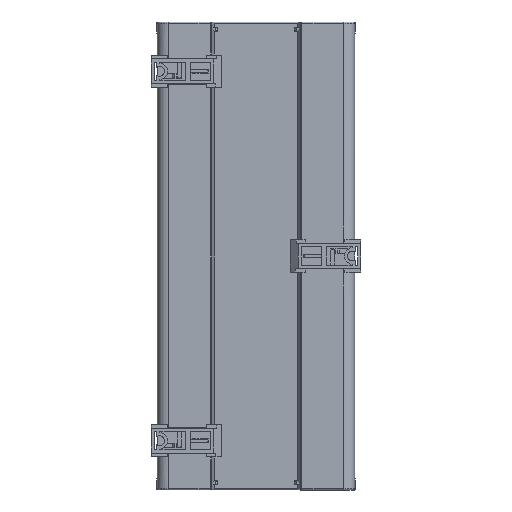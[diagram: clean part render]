
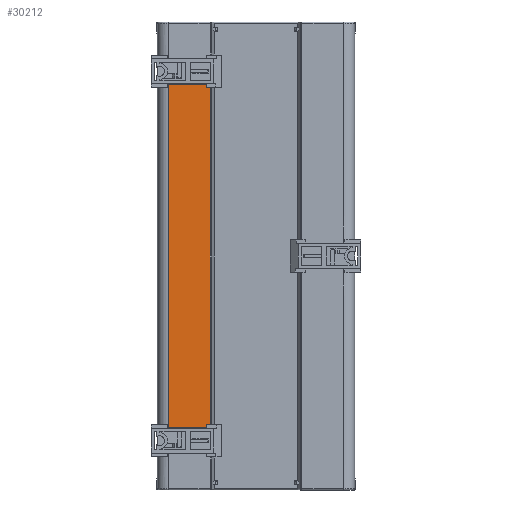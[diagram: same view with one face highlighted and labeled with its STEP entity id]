
A CAD part, front view. The second image highlights one B-rep face of the part: STEP entity #30212.
In plain terms, the highlighted face is planar.
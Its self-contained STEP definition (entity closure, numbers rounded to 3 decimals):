
#345 = LINE ( 'NONE', #29749, #7794 ) ;
#1473 = CARTESIAN_POINT ( 'NONE',  ( -54., -77.75, 0. ) ) ;
#3496 = LINE ( 'NONE', #7833, #44338 ) ;
#4987 = ORIENTED_EDGE ( 'NONE', *, *, #27752, .F. ) ;
#5905 = VECTOR ( 'NONE', #29164, 1000. ) ;
#6380 = CARTESIAN_POINT ( 'NONE',  ( -22.34, -76.25, 0. ) ) ;
#6643 = VERTEX_POINT ( 'NONE', #42114 ) ;
#7660 = ORIENTED_EDGE ( 'NONE', *, *, #17760, .T. ) ;
#7794 = VECTOR ( 'NONE', #9994, 1000. ) ;
#7833 = CARTESIAN_POINT ( 'NONE',  ( -54., 77.75, 0. ) ) ;
#8049 = VERTEX_POINT ( 'NONE', #9548 ) ;
#8637 = DIRECTION ( 'NONE',  ( 0., -1., 0. ) ) ;
#8712 = ORIENTED_EDGE ( 'NONE', *, *, #21434, .F. ) ;
#9465 = EDGE_CURVE ( 'NONE', #40975, #14275, #3496, .T. ) ;
#9548 = CARTESIAN_POINT ( 'NONE',  ( -22.34, -76.25, 0. ) ) ;
#9859 = AXIS2_PLACEMENT_3D ( 'NONE', #49397, #9902, #29839 ) ;
#9902 = DIRECTION ( 'NONE',  ( 0., 0., 1. ) ) ;
#9994 = DIRECTION ( 'NONE',  ( 0., 1., 0. ) ) ;
#11755 = VERTEX_POINT ( 'NONE', #15067 ) ;
#11898 = EDGE_CURVE ( 'NONE', #45843, #14275, #43620, .T. ) ;
#12081 = CARTESIAN_POINT ( 'NONE',  ( -22.34, 77.75, 0. ) ) ;
#13231 = EDGE_LOOP ( 'NONE', ( #4987, #7660, #39318, #37304, #8712, #21289, #34217, #38082 ) ) ;
#13296 = DIRECTION ( 'NONE',  ( 0., 1., 0. ) ) ;
#13631 = VERTEX_POINT ( 'NONE', #15193 ) ;
#14275 = VERTEX_POINT ( 'NONE', #28736 ) ;
#15067 = CARTESIAN_POINT ( 'NONE',  ( -20.724, -76.25, 0. ) ) ;
#15193 = CARTESIAN_POINT ( 'NONE',  ( -22.34, -77.75, 0. ) ) ;
#17123 = CARTESIAN_POINT ( 'NONE',  ( -20.724, 0., 0. ) ) ;
#17320 = CARTESIAN_POINT ( 'NONE',  ( -39.607, 77.75, 0. ) ) ;
#17760 = EDGE_CURVE ( 'NONE', #35178, #11755, #30539, .T. ) ;
#18841 = LINE ( 'NONE', #41284, #19472 ) ;
#19438 = DIRECTION ( 'NONE',  ( 1., 0., 0. ) ) ;
#19472 = VECTOR ( 'NONE', #13296, 1000. ) ;
#21289 = ORIENTED_EDGE ( 'NONE', *, *, #23417, .T. ) ;
#21434 = EDGE_CURVE ( 'NONE', #6643, #13631, #25733, .T. ) ;
#23417 = EDGE_CURVE ( 'NONE', #6643, #40975, #18841, .T. ) ;
#24113 = EDGE_CURVE ( 'NONE', #13631, #8049, #345, .T. ) ;
#25102 = CARTESIAN_POINT ( 'NONE',  ( -22.34, 76.25, 0. ) ) ;
#25733 = LINE ( 'NONE', #1473, #5905 ) ;
#25924 = EDGE_CURVE ( 'NONE', #8049, #11755, #45989, .T. ) ;
#26566 = LINE ( 'NONE', #33365, #46385 ) ;
#27752 = EDGE_CURVE ( 'NONE', #35178, #45843, #26566, .T. ) ;
#28736 = CARTESIAN_POINT ( 'NONE',  ( -22.34, 77.75, 0. ) ) ;
#29164 = DIRECTION ( 'NONE',  ( 1., 0., 0. ) ) ;
#29749 = CARTESIAN_POINT ( 'NONE',  ( -22.34, -77.75, 0. ) ) ;
#29839 = DIRECTION ( 'NONE',  ( 1., 0., 0. ) ) ;
#30212 = ADVANCED_FACE ( 'NONE', ( #30502 ), #33601, .F. ) ;
#30502 = FACE_OUTER_BOUND ( 'NONE', #13231, .T. ) ;
#30539 = LINE ( 'NONE', #17123, #45335 ) ;
#33365 = CARTESIAN_POINT ( 'NONE',  ( -22.34, 76.25, 0. ) ) ;
#33601 = PLANE ( 'NONE',  #9859 ) ;
#34217 = ORIENTED_EDGE ( 'NONE', *, *, #9465, .T. ) ;
#34790 = VECTOR ( 'NONE', #46191, 1000. ) ;
#35178 = VERTEX_POINT ( 'NONE', #40281 ) ;
#37304 = ORIENTED_EDGE ( 'NONE', *, *, #24113, .F. ) ;
#38082 = ORIENTED_EDGE ( 'NONE', *, *, #11898, .F. ) ;
#39318 = ORIENTED_EDGE ( 'NONE', *, *, #25924, .F. ) ;
#39729 = DIRECTION ( 'NONE',  ( 0., 1., 0. ) ) ;
#40281 = CARTESIAN_POINT ( 'NONE',  ( -20.724, 76.25, 0. ) ) ;
#40975 = VERTEX_POINT ( 'NONE', #17320 ) ;
#41284 = CARTESIAN_POINT ( 'NONE',  ( -39.607, 0., 0. ) ) ;
#42114 = CARTESIAN_POINT ( 'NONE',  ( -39.607, -77.75, 0. ) ) ;
#43620 = LINE ( 'NONE', #12081, #49251 ) ;
#44338 = VECTOR ( 'NONE', #19438, 1000. ) ;
#44788 = DIRECTION ( 'NONE',  ( -1., 0., 0. ) ) ;
#45335 = VECTOR ( 'NONE', #8637, 1000. ) ;
#45843 = VERTEX_POINT ( 'NONE', #25102 ) ;
#45989 = LINE ( 'NONE', #6380, #34790 ) ;
#46191 = DIRECTION ( 'NONE',  ( 1., 0., 0. ) ) ;
#46385 = VECTOR ( 'NONE', #44788, 1000. ) ;
#49251 = VECTOR ( 'NONE', #39729, 1000. ) ;
#49397 = CARTESIAN_POINT ( 'NONE',  ( 0., 0., 0. ) ) ;
